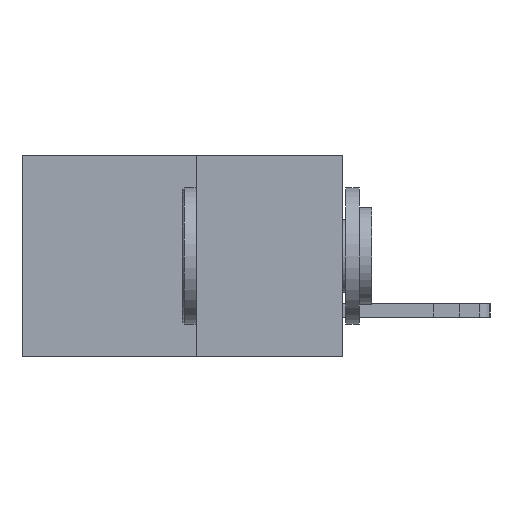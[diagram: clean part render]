
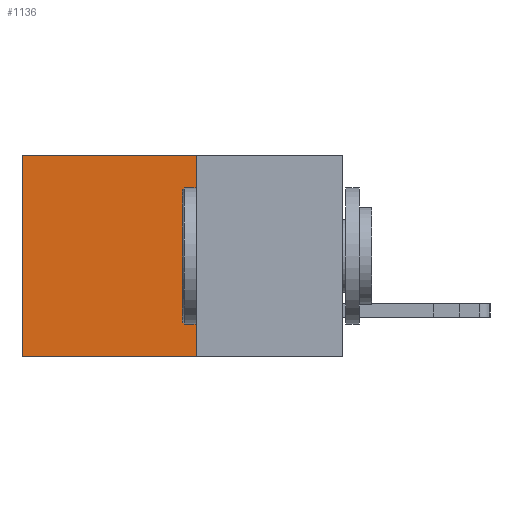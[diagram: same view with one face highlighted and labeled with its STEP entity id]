
A CAD part, left-side view. The second image highlights one B-rep face of the part: STEP entity #1136.
In plain terms, the highlighted planar face has unit normal (-1, 0, 0).
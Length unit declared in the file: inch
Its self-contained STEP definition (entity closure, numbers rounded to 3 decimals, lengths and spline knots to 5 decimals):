
#36 = LINE ( 'NONE', #10244, #13342 ) ;
#302 = LINE ( 'NONE', #2632, #13563 ) ;
#1046 = VERTEX_POINT ( 'NONE', #8031 ) ;
#1136 = ADVANCED_FACE ( 'NONE', ( #8854 ), #10186, .F. ) ;
#1324 = CARTESIAN_POINT ( 'NONE',  ( 0.277, 0.27, 0. ) ) ;
#1573 = ORIENTED_EDGE ( 'NONE', *, *, #11181, .F. ) ;
#2585 = DIRECTION ( 'NONE',  ( 0., 0., -1. ) ) ;
#2632 = CARTESIAN_POINT ( 'NONE',  ( 0.277, 0.59, -0.37 ) ) ;
#2976 = VECTOR ( 'NONE', #4095, 39.37008 ) ;
#3995 = DIRECTION ( 'NONE',  ( 0., 0., -1. ) ) ;
#4095 = DIRECTION ( 'NONE',  ( 0., 1., 0. ) ) ;
#4482 = DIRECTION ( 'NONE',  ( 1., 0., 0. ) ) ;
#6421 = CARTESIAN_POINT ( 'NONE',  ( 0.277, 0.27, -0.37 ) ) ;
#6779 = AXIS2_PLACEMENT_3D ( 'NONE', #6421, #4482, #15073 ) ;
#7204 = ORIENTED_EDGE ( 'NONE', *, *, #12890, .T. ) ;
#7439 = VECTOR ( 'NONE', #9378, 39.37008 ) ;
#7918 = ORIENTED_EDGE ( 'NONE', *, *, #8517, .F. ) ;
#8031 = CARTESIAN_POINT ( 'NONE',  ( 0.277, 0.59, -0.37 ) ) ;
#8517 = EDGE_CURVE ( 'NONE', #15162, #8916, #36, .T. ) ;
#8600 = LINE ( 'NONE', #15499, #7439 ) ;
#8854 = FACE_OUTER_BOUND ( 'NONE', #10317, .T. ) ;
#8916 = VERTEX_POINT ( 'NONE', #12355 ) ;
#8993 = ORIENTED_EDGE ( 'NONE', *, *, #11055, .T. ) ;
#9378 = DIRECTION ( 'NONE',  ( 0., 1., 0. ) ) ;
#10166 = LINE ( 'NONE', #1324, #2976 ) ;
#10186 = PLANE ( 'NONE',  #6779 ) ;
#10244 = CARTESIAN_POINT ( 'NONE',  ( 0.277, 0.27, -0.37 ) ) ;
#10317 = EDGE_LOOP ( 'NONE', ( #7204, #1573, #7918, #8993 ) ) ;
#11055 = EDGE_CURVE ( 'NONE', #15162, #16127, #10166, .T. ) ;
#11181 = EDGE_CURVE ( 'NONE', #8916, #1046, #8600, .T. ) ;
#12355 = CARTESIAN_POINT ( 'NONE',  ( 0.277, 0.27, -0.37 ) ) ;
#12695 = CARTESIAN_POINT ( 'NONE',  ( 0.277, 0.27, 0. ) ) ;
#12890 = EDGE_CURVE ( 'NONE', #16127, #1046, #302, .T. ) ;
#13342 = VECTOR ( 'NONE', #2585, 39.37008 ) ;
#13563 = VECTOR ( 'NONE', #3995, 39.37008 ) ;
#15073 = DIRECTION ( 'NONE',  ( 0., 0., -1. ) ) ;
#15162 = VERTEX_POINT ( 'NONE', #12695 ) ;
#15499 = CARTESIAN_POINT ( 'NONE',  ( 0.277, 0.27, -0.37 ) ) ;
#15668 = CARTESIAN_POINT ( 'NONE',  ( 0.277, 0.59, 0. ) ) ;
#16127 = VERTEX_POINT ( 'NONE', #15668 ) ;
